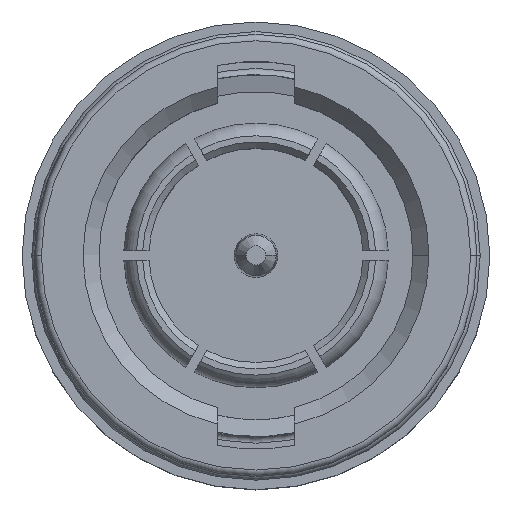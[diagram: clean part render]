
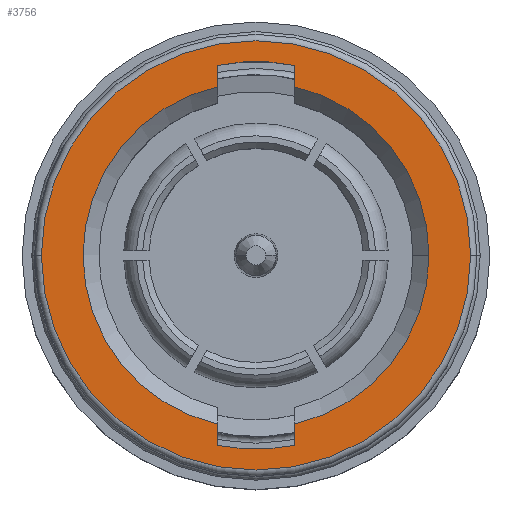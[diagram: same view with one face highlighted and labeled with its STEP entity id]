
A CAD part, top view. The second image highlights one B-rep face of the part: STEP entity #3756.
In plain terms, the highlighted planar face has unit normal (0, 0, 1).
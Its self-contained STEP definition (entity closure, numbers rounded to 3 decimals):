
#108 = CARTESIAN_POINT ( 'NONE',  ( -1.2, -5.93, 0.73 ) ) ;
#410 = CARTESIAN_POINT ( 'NONE',  ( 0., 0., 0.73 ) ) ;
#459 = DIRECTION ( 'NONE',  ( 0., 0., -1. ) ) ;
#547 = CARTESIAN_POINT ( 'NONE',  ( 5.4, 0., 0.73 ) ) ;
#885 = EDGE_CURVE ( 'NONE', #13519, #10714, #3894, .T. ) ;
#901 = CARTESIAN_POINT ( 'NONE',  ( 1.2, 5.265, 0.73 ) ) ;
#1240 = CIRCLE ( 'NONE', #15538, 5.4 ) ;
#1249 = ORIENTED_EDGE ( 'NONE', *, *, #6916, .F. ) ;
#1267 = VERTEX_POINT ( 'NONE', #901 ) ;
#1358 = EDGE_CURVE ( 'NONE', #6503, #2339, #5616, .T. ) ;
#1419 = CIRCLE ( 'NONE', #15652, 6.7 ) ;
#1427 = CARTESIAN_POINT ( 'NONE',  ( -1.2, -5.265, 0.73 ) ) ;
#1476 = EDGE_LOOP ( 'NONE', ( #10717, #15603, #4486, #11121, #5550, #1249, #15122, #8101, #11705 ) ) ;
#1639 = DIRECTION ( 'NONE',  ( 1., 0., 0. ) ) ;
#1974 = VECTOR ( 'NONE', #14460, 1000. ) ;
#2329 = VECTOR ( 'NONE', #9605, 1000. ) ;
#2339 = VERTEX_POINT ( 'NONE', #7957 ) ;
#2354 = VERTEX_POINT ( 'NONE', #547 ) ;
#2456 = VERTEX_POINT ( 'NONE', #5559 ) ;
#2524 = DIRECTION ( 'NONE',  ( 0., -1., 0. ) ) ;
#2662 = VERTEX_POINT ( 'NONE', #9725 ) ;
#3017 = CARTESIAN_POINT ( 'NONE',  ( 1.2, -5.93, 0.73 ) ) ;
#3413 = CARTESIAN_POINT ( 'NONE',  ( 0., 0., 0.73 ) ) ;
#3527 = DIRECTION ( 'NONE',  ( 0., 0., 1. ) ) ;
#3756 = ADVANCED_FACE ( 'NONE', ( #3999, #7269 ), #9002, .F. ) ;
#3856 = VERTEX_POINT ( 'NONE', #15308 ) ;
#3894 = LINE ( 'NONE', #7388, #6787 ) ;
#3999 = FACE_OUTER_BOUND ( 'NONE', #10857, .T. ) ;
#4300 = CIRCLE ( 'NONE', #11911, 6.05 ) ;
#4486 = ORIENTED_EDGE ( 'NONE', *, *, #13350, .F. ) ;
#4615 = EDGE_CURVE ( 'NONE', #3856, #2456, #1419, .T. ) ;
#4656 = DIRECTION ( 'NONE',  ( 1., 0., 0. ) ) ;
#4871 = ORIENTED_EDGE ( 'NONE', *, *, #4615, .T. ) ;
#5034 = CARTESIAN_POINT ( 'NONE',  ( 0., 0., 0.73 ) ) ;
#5232 = LINE ( 'NONE', #10813, #1974 ) ;
#5494 = DIRECTION ( 'NONE',  ( 0., 0., 1. ) ) ;
#5550 = ORIENTED_EDGE ( 'NONE', *, *, #1358, .F. ) ;
#5559 = CARTESIAN_POINT ( 'NONE',  ( -6.7, 0., 0.73 ) ) ;
#5616 = LINE ( 'NONE', #13348, #2329 ) ;
#5665 = CIRCLE ( 'NONE', #12202, 6.7 ) ;
#5833 = EDGE_CURVE ( 'NONE', #1267, #11790, #5232, .T. ) ;
#6014 = DIRECTION ( 'NONE',  ( 0., 0., 1. ) ) ;
#6255 = DIRECTION ( 'NONE',  ( 1., 0., 0. ) ) ;
#6503 = VERTEX_POINT ( 'NONE', #3017 ) ;
#6693 = VERTEX_POINT ( 'NONE', #15802 ) ;
#6718 = AXIS2_PLACEMENT_3D ( 'NONE', #7806, #459, #9064 ) ;
#6787 = VECTOR ( 'NONE', #2524, 1000. ) ;
#6916 = EDGE_CURVE ( 'NONE', #10714, #6503, #8601, .T. ) ;
#6977 = ORIENTED_EDGE ( 'NONE', *, *, #9096, .T. ) ;
#7193 = CARTESIAN_POINT ( 'NONE',  ( 0., 0., 0.73 ) ) ;
#7217 = EDGE_CURVE ( 'NONE', #6693, #13519, #9559, .T. ) ;
#7269 = FACE_BOUND ( 'NONE', #1476, .T. ) ;
#7388 = CARTESIAN_POINT ( 'NONE',  ( -1.2, -4.751, 0.73 ) ) ;
#7806 = CARTESIAN_POINT ( 'NONE',  ( 0., 0., 0.73 ) ) ;
#7957 = CARTESIAN_POINT ( 'NONE',  ( 1.2, -5.265, 0.73 ) ) ;
#8056 = CARTESIAN_POINT ( 'NONE',  ( -1.2, 4.751, 0.73 ) ) ;
#8101 = ORIENTED_EDGE ( 'NONE', *, *, #7217, .F. ) ;
#8393 = VECTOR ( 'NONE', #9310, 1000. ) ;
#8436 = DIRECTION ( 'NONE',  ( -1., 0., 0. ) ) ;
#8601 = CIRCLE ( 'NONE', #13479, 6.05 ) ;
#9002 = PLANE ( 'NONE',  #6718 ) ;
#9011 = DIRECTION ( 'NONE',  ( 0., 0., 1. ) ) ;
#9064 = DIRECTION ( 'NONE',  ( -1., 0., 0. ) ) ;
#9096 = EDGE_CURVE ( 'NONE', #2456, #3856, #5665, .T. ) ;
#9310 = DIRECTION ( 'NONE',  ( 0., -1., 0. ) ) ;
#9319 = EDGE_CURVE ( 'NONE', #11790, #2662, #4300, .T. ) ;
#9559 = CIRCLE ( 'NONE', #11250, 5.4 ) ;
#9605 = DIRECTION ( 'NONE',  ( 0., 1., 0. ) ) ;
#9725 = CARTESIAN_POINT ( 'NONE',  ( -1.2, 5.93, 0.73 ) ) ;
#10714 = VERTEX_POINT ( 'NONE', #108 ) ;
#10717 = ORIENTED_EDGE ( 'NONE', *, *, #9319, .F. ) ;
#10813 = CARTESIAN_POINT ( 'NONE',  ( 1.2, 4.751, 0.73 ) ) ;
#10857 = EDGE_LOOP ( 'NONE', ( #6977, #4871 ) ) ;
#10909 = CARTESIAN_POINT ( 'NONE',  ( 0., 0., 0.73 ) ) ;
#11121 = ORIENTED_EDGE ( 'NONE', *, *, #13844, .F. ) ;
#11250 = AXIS2_PLACEMENT_3D ( 'NONE', #5034, #13613, #6255 ) ;
#11266 = CARTESIAN_POINT ( 'NONE',  ( 1.2, 5.93, 0.73 ) ) ;
#11559 = AXIS2_PLACEMENT_3D ( 'NONE', #13366, #6014, #14565 ) ;
#11705 = ORIENTED_EDGE ( 'NONE', *, *, #13236, .F. ) ;
#11790 = VERTEX_POINT ( 'NONE', #11266 ) ;
#11911 = AXIS2_PLACEMENT_3D ( 'NONE', #12851, #5494, #14052 ) ;
#12014 = DIRECTION ( 'NONE',  ( 0., 0., 1. ) ) ;
#12057 = LINE ( 'NONE', #8056, #8393 ) ;
#12125 = DIRECTION ( 'NONE',  ( -1., 0., 0. ) ) ;
#12202 = AXIS2_PLACEMENT_3D ( 'NONE', #7193, #15759, #8436 ) ;
#12250 = CIRCLE ( 'NONE', #11559, 5.4 ) ;
#12851 = CARTESIAN_POINT ( 'NONE',  ( 0., 0., 0.73 ) ) ;
#13236 = EDGE_CURVE ( 'NONE', #2662, #6693, #12057, .T. ) ;
#13348 = CARTESIAN_POINT ( 'NONE',  ( 1.2, -4.751, 0.73 ) ) ;
#13350 = EDGE_CURVE ( 'NONE', #2354, #1267, #12250, .T. ) ;
#13366 = CARTESIAN_POINT ( 'NONE',  ( 0., 0., 0.73 ) ) ;
#13479 = AXIS2_PLACEMENT_3D ( 'NONE', #410, #9011, #1639 ) ;
#13519 = VERTEX_POINT ( 'NONE', #1427 ) ;
#13613 = DIRECTION ( 'NONE',  ( 0., 0., 1. ) ) ;
#13844 = EDGE_CURVE ( 'NONE', #2339, #2354, #1240, .T. ) ;
#14052 = DIRECTION ( 'NONE',  ( -1., 0., 0. ) ) ;
#14460 = DIRECTION ( 'NONE',  ( 0., 1., 0. ) ) ;
#14565 = DIRECTION ( 'NONE',  ( 1., 0., 0. ) ) ;
#15122 = ORIENTED_EDGE ( 'NONE', *, *, #885, .F. ) ;
#15308 = CARTESIAN_POINT ( 'NONE',  ( 6.7, 0., 0.73 ) ) ;
#15538 = AXIS2_PLACEMENT_3D ( 'NONE', #3413, #12014, #4656 ) ;
#15603 = ORIENTED_EDGE ( 'NONE', *, *, #5833, .F. ) ;
#15652 = AXIS2_PLACEMENT_3D ( 'NONE', #10909, #3527, #12125 ) ;
#15759 = DIRECTION ( 'NONE',  ( 0., 0., 1. ) ) ;
#15802 = CARTESIAN_POINT ( 'NONE',  ( -1.2, 5.265, 0.73 ) ) ;
